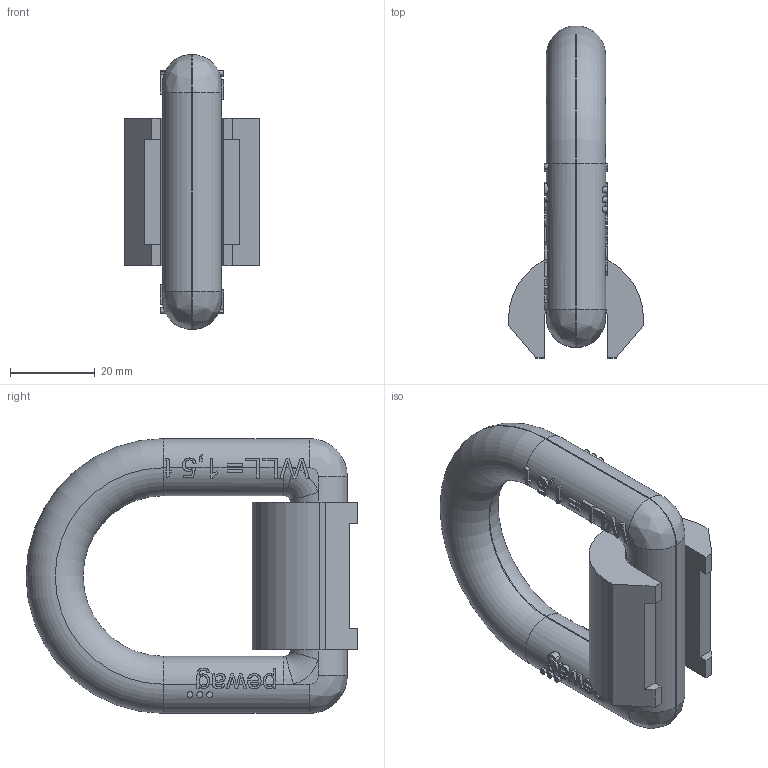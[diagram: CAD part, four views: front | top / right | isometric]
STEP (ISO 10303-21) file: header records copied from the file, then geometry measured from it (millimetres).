
FILE_DESCRIPTION(/* description */ (''),/* implementation_level */ '2;1');
FILE_NAME(/* name */ 'PLEW_1_5_t.stp',/* time_stamp */ '2017-11-13T08:24:21+01:00',/* author */ (''),/* organization */ (''),/* preprocessor_version */ 'ST-DEVELOPER v16',/* originating_system */ 'SIEMENS PLM Software NX 11.0',/* authorisation */ '');
FILE_SCHEMA (('AUTOMOTIVE_DESIGN { 1 0 10303 214 3 1 1 1 }'));
Length unit declared in the file: millimetre
Products named in the file (1): pewag_PLEW_Kundenmodell_6
Bounding box: 32 x 78.5 x 65 mm (x, y, z)
Volume: 44621.5 mm3; surface area: 13993.9 mm2
Topology: 2 solids, 2 shells, 472 faces, 1316 edges, 866 vertices
Faces by surface type: plane 236, extrusion 156, cylinder 56, bspline 14, torus 10
Full cylindrical faces by diameter (mm): 1.4 x6
Entity records: 18330 total; most frequent: CARTESIAN_POINT 7237, ORIENTED_EDGE 2608, DIRECTION 1700, EDGE_CURVE 1304, VERTEX_POINT 860, B_SPLINE_CURVE_WITH_KNOTS 722, VECTOR 694, LINE 538
